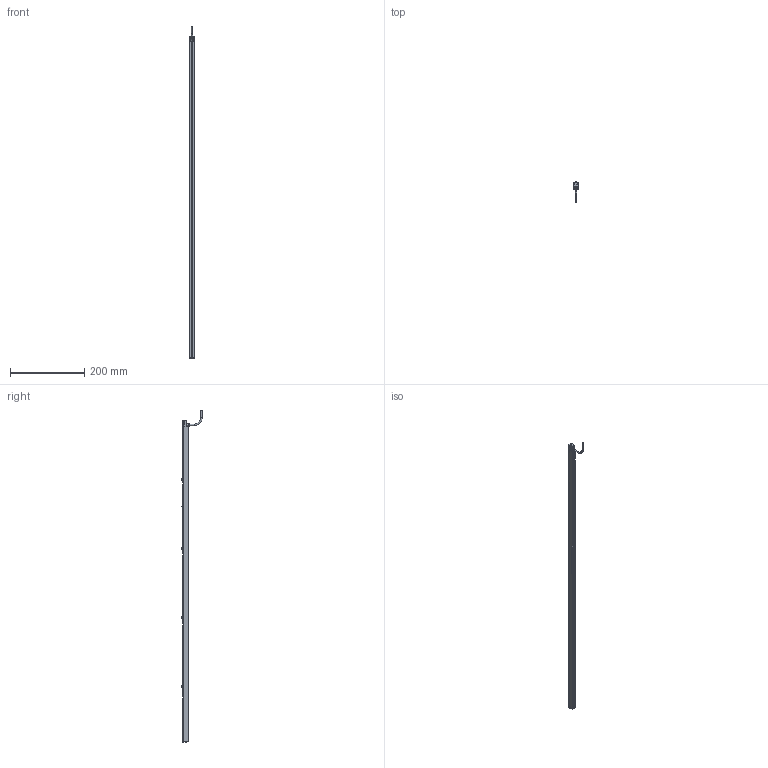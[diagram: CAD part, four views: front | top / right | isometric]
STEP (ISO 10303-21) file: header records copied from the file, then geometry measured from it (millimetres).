
FILE_DESCRIPTION((''),'2;1');
FILE_NAME('218370_WEB_ASM','2020-08-03T12:56:42',('brust'),('BANNER ENGINEERING CORP.'),'CREO PARAMETRIC BY PTC INC, 2019292','CREO PARAMETRIC BY PTC INC, 2019292','');
FILE_SCHEMA(('CONFIG_CONTROL_DESIGN','SHAPE_APPEARANCE_LAYERS_GROUPS'));
Products named in the file (2): 218370_WEB; 218370_WEB_ASM
Assembly tree (1 placements, depth 2):
  218370_WEB_ASM
    218370_WEB
Bounding box: 12 x 55.35 x 896.15 mm (x, y, z)
Volume: 80872.5 mm3; surface area: 94003 mm2
Topology: 1 solids, 1 shells, 1190 faces, 3129 edges, 1909 vertices
Faces by surface type: bspline 408, plane 348, cylinder 235, cone 95, torus 38, sphere 30, extrusion 20, revolution 16
Entity records: 82447 total; most frequent: CARTESIAN_POINT 48735, ORIENTED_EDGE 6222, DIRECTION 3949, EDGE_CURVE 3111, VERTEX_POINT 1909, AXIS2_PLACEMENT_3D 1431, B_SPLINE_CURVE_WITH_KNOTS 1414, EDGE_LOOP 1220
